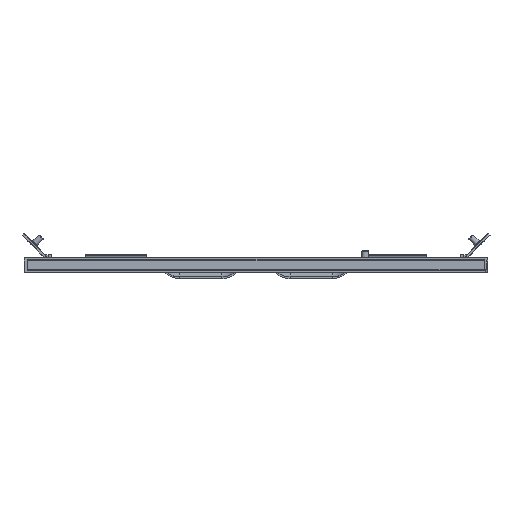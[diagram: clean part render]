
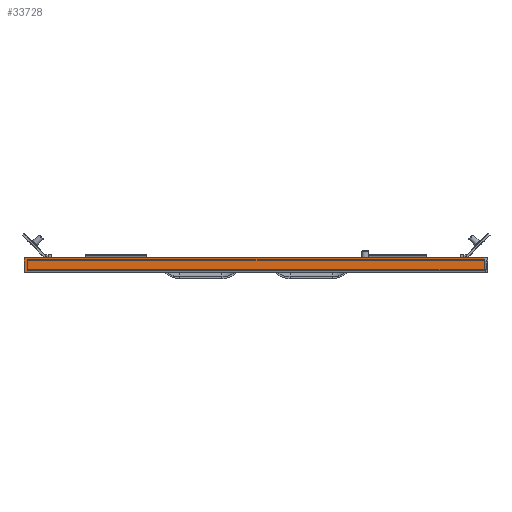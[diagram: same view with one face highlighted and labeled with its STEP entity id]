
A CAD part, front view. The second image highlights one B-rep face of the part: STEP entity #33728.
In plain terms, the highlighted planar face has unit normal (0, -1, 0).
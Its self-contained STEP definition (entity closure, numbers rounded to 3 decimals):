
#74 = DIRECTION ( 'NONE',  ( -1., 0., 0. ) ) ;
#1121 = VERTEX_POINT ( 'NONE', #45833 ) ;
#2411 = CARTESIAN_POINT ( 'NONE',  ( -189., -1787.297, 5.55 ) ) ;
#5039 = CARTESIAN_POINT ( 'NONE',  ( 187.593, -1787.297, 5.55 ) ) ;
#6040 = DIRECTION ( 'NONE',  ( 0., 0., 1. ) ) ;
#6381 = VECTOR ( 'NONE', #6040, 1000. ) ;
#7563 = DIRECTION ( 'NONE',  ( 0., 0., 1. ) ) ;
#10896 = B_SPLINE_CURVE_WITH_KNOTS ( 'NONE', 3,
 ( #71710, #94088, #61348, #22280, #21767, #37906 ),
 .UNSPECIFIED., .F., .F.,
 ( 4, 2, 4 ),
 ( 0.001, 0.002, 0.003 ),
 .UNSPECIFIED. ) ;
#13913 = CARTESIAN_POINT ( 'NONE',  ( -189., -1787.297, -6.45 ) ) ;
#19118 = CARTESIAN_POINT ( 'NONE',  ( 0., -1787.297, 5.55 ) ) ;
#20421 = DIRECTION ( 'NONE',  ( 1., 0., 0. ) ) ;
#20915 = ORIENTED_EDGE ( 'NONE', *, *, #31015, .T. ) ;
#21767 = CARTESIAN_POINT ( 'NONE',  ( 187.361, -1787.297, -6.051 ) ) ;
#22280 = CARTESIAN_POINT ( 'NONE',  ( 187.428, -1787.297, -5.653 ) ) ;
#27443 = EDGE_CURVE ( 'NONE', #72259, #93083, #55537, .T. ) ;
#30896 = ORIENTED_EDGE ( 'NONE', *, *, #48138, .T. ) ;
#31015 = EDGE_CURVE ( 'NONE', #87021, #74228, #77311, .T. ) ;
#32617 = DIRECTION ( 'NONE',  ( 0., 0., -1. ) ) ;
#33166 = VECTOR ( 'NONE', #7563, 1000. ) ;
#33728 = ADVANCED_FACE ( 'NONE', ( #34231 ), #96686, .F. ) ;
#34231 = FACE_OUTER_BOUND ( 'NONE', #40586, .T. ) ;
#35473 = EDGE_CURVE ( 'NONE', #74228, #1121, #47400, .T. ) ;
#37906 = CARTESIAN_POINT ( 'NONE',  ( 187.302, -1787.297, -6.45 ) ) ;
#40431 = CARTESIAN_POINT ( 'NONE',  ( -189., -1787.297, 5.55 ) ) ;
#40586 = EDGE_LOOP ( 'NONE', ( #30896, #100463, #20915, #94257, #70827, #41775, #57700 ) ) ;
#41775 = ORIENTED_EDGE ( 'NONE', *, *, #88318, .F. ) ;
#45833 = CARTESIAN_POINT ( 'NONE',  ( 186.093, -1787.297, 3.15 ) ) ;
#47400 = LINE ( 'NONE', #87970, #65878 ) ;
#48138 = EDGE_CURVE ( 'NONE', #93083, #88735, #101053, .T. ) ;
#48151 = CARTESIAN_POINT ( 'NONE',  ( 186.093, -1787.297, 3.15 ) ) ;
#49442 = VECTOR ( 'NONE', #32617, 1000. ) ;
#52779 = LINE ( 'NONE', #84502, #98409 ) ;
#55537 = LINE ( 'NONE', #40431, #49442 ) ;
#57152 = DIRECTION ( 'NONE',  ( 0., 1., 0. ) ) ;
#57665 = DIRECTION ( 'NONE',  ( 0., 0., -1. ) ) ;
#57700 = ORIENTED_EDGE ( 'NONE', *, *, #27443, .T. ) ;
#61348 = CARTESIAN_POINT ( 'NONE',  ( 187.547, -1787.297, -4.854 ) ) ;
#65878 = VECTOR ( 'NONE', #74, 1000. ) ;
#65962 = EDGE_CURVE ( 'NONE', #87021, #88735, #10896, .T. ) ;
#69367 = CARTESIAN_POINT ( 'NONE',  ( 187.593, -1787.297, 3.15 ) ) ;
#70827 = ORIENTED_EDGE ( 'NONE', *, *, #85446, .T. ) ;
#71710 = CARTESIAN_POINT ( 'NONE',  ( 187.593, -1787.297, -4.05 ) ) ;
#72259 = VERTEX_POINT ( 'NONE', #2411 ) ;
#74228 = VERTEX_POINT ( 'NONE', #69367 ) ;
#76177 = CARTESIAN_POINT ( 'NONE',  ( 187.593, -1787.297, -4.05 ) ) ;
#77311 = LINE ( 'NONE', #5039, #6381 ) ;
#80846 = CARTESIAN_POINT ( 'NONE',  ( 186.093, -1787.297, 5.55 ) ) ;
#83838 = CARTESIAN_POINT ( 'NONE',  ( 187.302, -1787.297, -6.45 ) ) ;
#84502 = CARTESIAN_POINT ( 'NONE',  ( 0., -1787.297, 5.55 ) ) ;
#84721 = AXIS2_PLACEMENT_3D ( 'NONE', #19118, #57152, #57665 ) ;
#85446 = EDGE_CURVE ( 'NONE', #1121, #92019, #101743, .T. ) ;
#86521 = DIRECTION ( 'NONE',  ( 1., 0., 0. ) ) ;
#87021 = VERTEX_POINT ( 'NONE', #76177 ) ;
#87970 = CARTESIAN_POINT ( 'NONE',  ( 0., -1787.297, 3.15 ) ) ;
#88318 = EDGE_CURVE ( 'NONE', #72259, #92019, #52779, .T. ) ;
#88735 = VERTEX_POINT ( 'NONE', #83838 ) ;
#90682 = CARTESIAN_POINT ( 'NONE',  ( 0., -1787.297, -6.45 ) ) ;
#92019 = VERTEX_POINT ( 'NONE', #80846 ) ;
#93083 = VERTEX_POINT ( 'NONE', #13913 ) ;
#94088 = CARTESIAN_POINT ( 'NONE',  ( 187.593, -1787.297, -4.454 ) ) ;
#94257 = ORIENTED_EDGE ( 'NONE', *, *, #35473, .T. ) ;
#96686 = PLANE ( 'NONE',  #84721 ) ;
#98409 = VECTOR ( 'NONE', #86521, 1000. ) ;
#99752 = VECTOR ( 'NONE', #20421, 1000. ) ;
#100463 = ORIENTED_EDGE ( 'NONE', *, *, #65962, .F. ) ;
#101053 = LINE ( 'NONE', #90682, #99752 ) ;
#101743 = LINE ( 'NONE', #48151, #33166 ) ;
